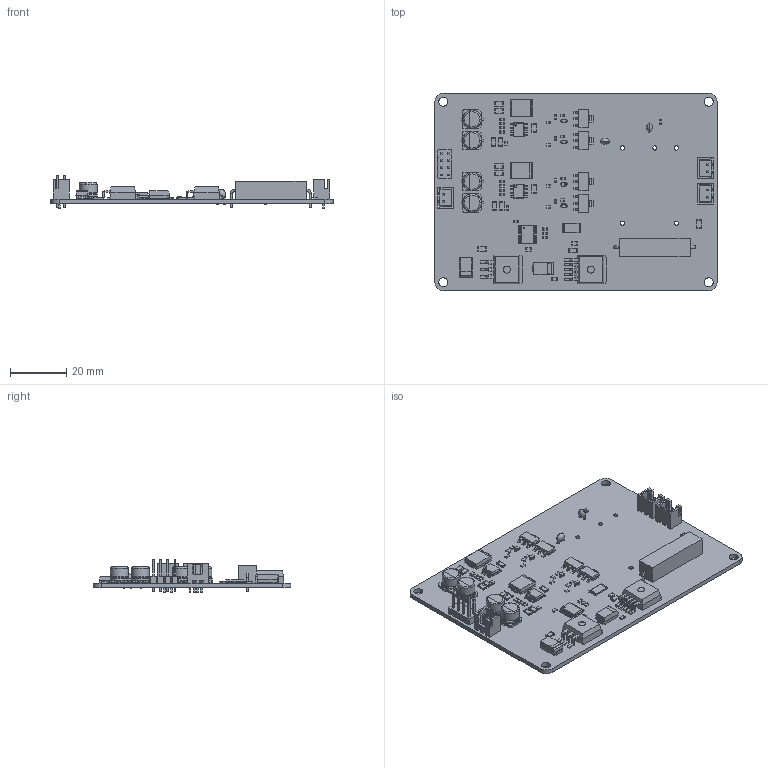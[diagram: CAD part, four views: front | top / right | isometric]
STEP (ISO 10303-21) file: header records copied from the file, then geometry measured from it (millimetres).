
FILE_DESCRIPTION(('KiCad electronic assembly'),'2;1');
FILE_NAME('hv_pulse_generator.step','2025-01-22T09:59:25',('Pcbnew'),( 'Kicad'),'Open CASCADE STEP processor 7.6','KiCad to STEP converter' ,'Unknown');
FILE_SCHEMA(('AUTOMOTIVE_DESIGN { 1 0 10303 214 1 1 1 1 }'));
Length unit declared in the file: millimetre
Products named in the file (38): hv_pulse_generator 1; C_0603_1608Metric; R_1206_3216Metric; R_0603_1608Metric; JST_XH_B2B-XH-A_1x02_P2.50mm_Vertical; JST_B2B_XH_A; D_SMC; SOT-223; SOT_223; R_0805_2012Metric; PinHeader_2x04_P2.54mm_Vertical; PinHeader_2x04_P254mm_Vertical; R_Axial_Power_L25.0mm_W6.4mm_P27.94mm; R_Axial_Power_L250mm_W64mm_P2794mm; D_SOD-323; D_SOD_323; SOIC-8_3.9x4.9mm_P1.27mm; SOIC_8_39x49mm_P127mm; TSSOP-20_4.4x6.5mm_P0.65mm; TSSOP_20_44x65mm_P065mm; CP_Elec_6.3x5.8; CP_Elec_63x58; TO-263-5_TabPin3; CQ assembly; CP_EIA-7343-31_Kemet-D; CP_EIA_7343_31_Kemet_D; TO-263-3_TabPin4; R_2512_6332Metric; C_Disc_D3.4mm_W2.1mm_P2.50mm; C_Disc_D34mm_W21mm_P250mm; _autosave-hv_pulse_generator_PCB
Assembly tree (91 placements, depth 3):
  hv_pulse_generator 1
    C_0603_1608Metric  x3
      C_0603_1608Metric
    R_1206_3216Metric  x13
      R_1206_3216Metric
    R_0603_1608Metric  x24
      R_0603_1608Metric
    JST_XH_B2B-XH-A_1x02_P2.50mm_Vertical  x3
      JST_B2B_XH_A
    D_SMC  x2
      D_SMC
    SOT-223  x4
      SOT_223
    R_0805_2012Metric  x3
      R_0805_2012Metric
    PinHeader_2x04_P2.54mm_Vertical
      PinHeader_2x04_P254mm_Vertical
    R_Axial_Power_L25.0mm_W6.4mm_P27.94mm
      R_Axial_Power_L250mm_W64mm_P2794mm
    D_SOD-323  x4
      D_SOD_323
    SOIC-8_3.9x4.9mm_P1.27mm  x2
      SOIC_8_39x49mm_P127mm
    TSSOP-20_4.4x6.5mm_P0.65mm
      TSSOP_20_44x65mm_P065mm
    CP_Elec_6.3x5.8  x4
      CP_Elec_63x58
    TO-263-5_TabPin3
      CQ assembly
    CP_EIA-7343-31_Kemet-D  x2
      CP_EIA_7343_31_Kemet_D
    TO-263-3_TabPin4
      CQ assembly
    R_2512_6332Metric
      R_2512_6332Metric
    C_Disc_D3.4mm_W2.1mm_P2.50mm  x2
      C_Disc_D34mm_W21mm_P250mm
    _autosave-hv_pulse_generator_PCB
Bounding box: 100 x 70 x 11.94 mm (x, y, z)
Volume: 15142.6 mm3; surface area: 20771.7 mm2
Topology: 83 solids, 83 shells, 3462 faces, 8919 edges, 5674 vertices
Faces by surface type: plane 2346, cylinder 760, bspline 322, torus 18, revolution 12, sphere 4
Full cylindrical faces by diameter (mm): 0.5 x5, 0.6 x2, 0.8 x8, 1 x14, 1.2 x2, 1.5 x5, 2.5 x2, 3.2 x4, 6.3 x8
Entity records: 54465 total; most frequent: CARTESIAN_POINT 10085, ORIENTED_EDGE 7468, DIRECTION 6944, EDGE_CURVE 3734, LINE 2973, VECTOR 2973, VERTEX_POINT 2374, AXIS2_PLACEMENT_3D 1983
